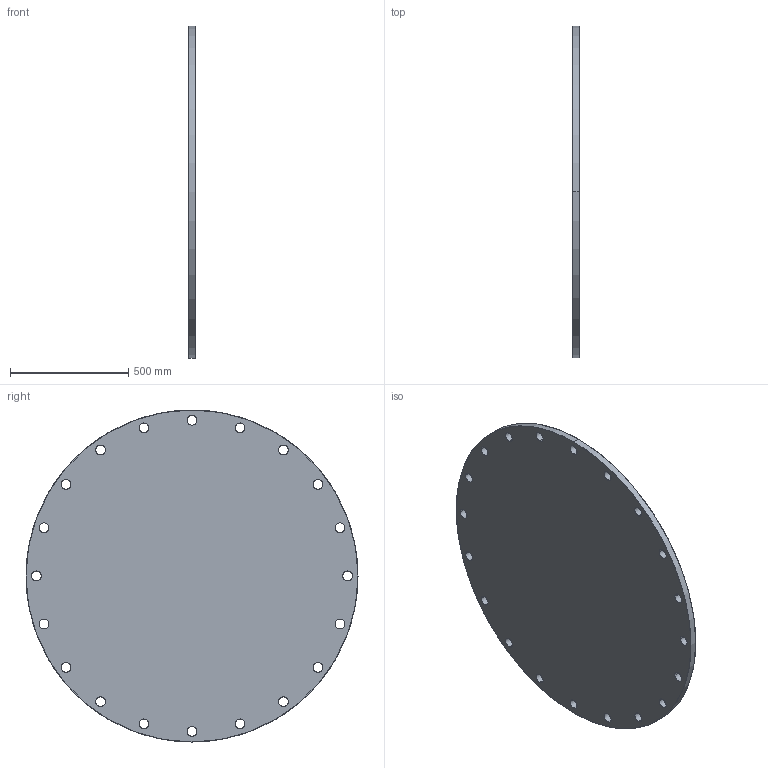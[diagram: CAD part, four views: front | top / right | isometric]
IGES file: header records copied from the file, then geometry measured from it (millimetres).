
Start section: SolidWorks IGES file using analytic representation for surfaces
Global section: file name: 44_CLSB_C228_FF_BLF.IGS; native system: SolidWorks 2023; preprocessor: SolidWorks 2023; author: Ken_Snader; date: 240112.171339; units: inch
Bounding box: 28.57 x 1403.35 x 1403.35 mm (x, y, z)
Surface area: 3240079.4 mm2 (no closed solid volume)
Topology: 0 solids, 0 shells, 44 faces, 1576 edges, 1576 vertices
Faces by surface type: revolution 42, bspline 2
